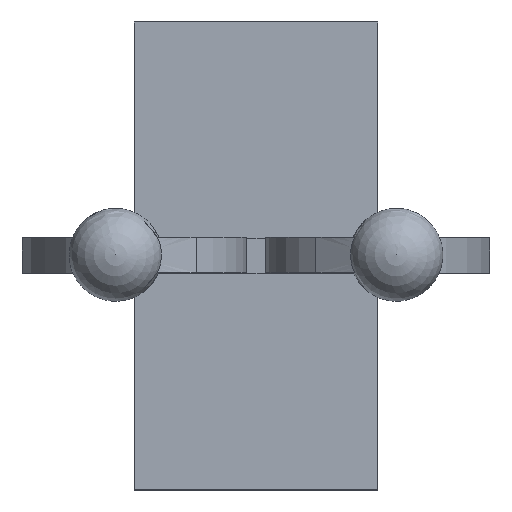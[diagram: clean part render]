
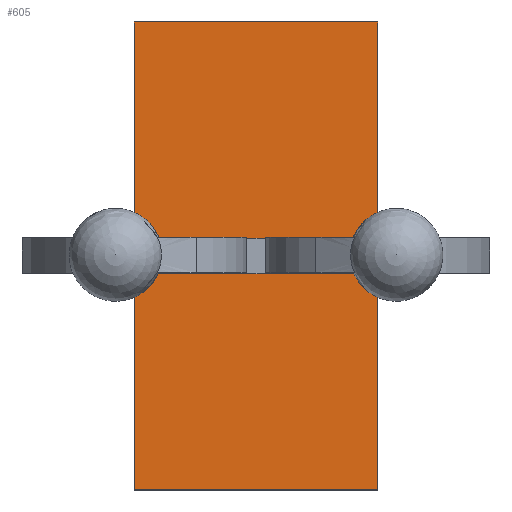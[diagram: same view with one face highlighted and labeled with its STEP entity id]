
A CAD part, top view. The second image highlights one B-rep face of the part: STEP entity #605.
In plain terms, the highlighted planar face has unit normal (0, 0, 1).
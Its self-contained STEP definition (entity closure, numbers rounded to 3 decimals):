
#41=PLANE('',#705);
#71=LINE('',#965,#125);
#73=LINE('',#976,#127);
#83=LINE('',#1025,#137);
#84=LINE('',#1027,#138);
#85=LINE('',#1028,#139);
#86=LINE('',#1029,#140);
#87=LINE('',#1031,#141);
#88=LINE('',#1033,#142);
#125=VECTOR('',#776,1000.);
#127=VECTOR('',#784,1000.);
#137=VECTOR('',#832,1000.);
#138=VECTOR('',#835,1000.);
#139=VECTOR('',#836,1000.);
#140=VECTOR('',#837,1000.);
#141=VECTOR('',#838,1000.);
#142=VECTOR('',#839,1000.);
#260=ORIENTED_EDGE('',*,*,#364,.T.);
#261=ORIENTED_EDGE('',*,*,#390,.T.);
#262=ORIENTED_EDGE('',*,*,#368,.T.);
#263=ORIENTED_EDGE('',*,*,#391,.F.);
#264=ORIENTED_EDGE('',*,*,#392,.F.);
#265=ORIENTED_EDGE('',*,*,#389,.F.);
#266=ORIENTED_EDGE('',*,*,#393,.T.);
#267=ORIENTED_EDGE('',*,*,#394,.T.);
#364=EDGE_CURVE('',#436,#445,#71,.T.);
#368=EDGE_CURVE('',#448,#449,#73,.T.);
#389=EDGE_CURVE('',#459,#457,#83,.T.);
#390=EDGE_CURVE('',#445,#448,#84,.T.);
#391=EDGE_CURVE('',#436,#449,#85,.T.);
#392=EDGE_CURVE('',#457,#460,#86,.T.);
#393=EDGE_CURVE('',#459,#461,#87,.T.);
#394=EDGE_CURVE('',#461,#460,#88,.T.);
#436=VERTEX_POINT('',#944);
#445=VERTEX_POINT('',#964);
#448=VERTEX_POINT('',#977);
#449=VERTEX_POINT('',#978);
#457=VERTEX_POINT('',#1020);
#459=VERTEX_POINT('',#1024);
#460=VERTEX_POINT('',#1030);
#461=VERTEX_POINT('',#1032);
#522=EDGE_LOOP('',(#260,#261,#262,#263));
#523=EDGE_LOOP('',(#264,#265,#266,#267));
#558=FACE_BOUND('',#522,.T.);
#559=FACE_BOUND('',#523,.T.);
#605=ADVANCED_FACE('',(#558,#559),#41,.T.);
#705=AXIS2_PLACEMENT_3D('',#1026,#833,#834);
#776=DIRECTION('',(-1.,0.,0.));
#784=DIRECTION('',(1.,0.,0.));
#832=DIRECTION('',(0.,1.,0.));
#833=DIRECTION('',(0.,0.,1.));
#834=DIRECTION('',(1.,0.,0.));
#835=DIRECTION('',(0.,1.,0.));
#836=DIRECTION('',(0.,1.,0.));
#837=DIRECTION('',(1.,0.,0.));
#838=DIRECTION('',(1.,0.,0.));
#839=DIRECTION('',(0.,1.,0.));
#944=CARTESIAN_POINT('',(4.,-0.95,0.));
#964=CARTESIAN_POINT('',(-4.,-0.95,0.));
#965=CARTESIAN_POINT('',(-7.99,-0.95,0.));
#976=CARTESIAN_POINT('',(-7.01,0.95,0.));
#977=CARTESIAN_POINT('',(-4.,0.95,0.));
#978=CARTESIAN_POINT('',(4.,0.95,0.));
#1020=CARTESIAN_POINT('',(-6.5,12.5,0.));
#1024=CARTESIAN_POINT('',(-6.5,-12.5,0.));
#1025=CARTESIAN_POINT('',(-6.5,-12.5,0.));
#1026=CARTESIAN_POINT('',(-6.5,-12.5,0.));
#1027=CARTESIAN_POINT('',(-4.,-0.95,0.));
#1028=CARTESIAN_POINT('',(4.,-0.95,0.));
#1029=CARTESIAN_POINT('',(-6.5,12.5,0.));
#1030=CARTESIAN_POINT('',(6.5,12.5,0.));
#1031=CARTESIAN_POINT('',(-6.5,-12.5,0.));
#1032=CARTESIAN_POINT('',(6.5,-12.5,0.));
#1033=CARTESIAN_POINT('',(6.5,-12.5,0.));
